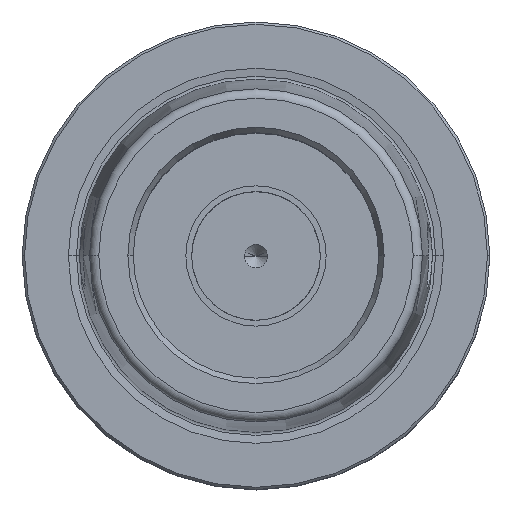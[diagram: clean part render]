
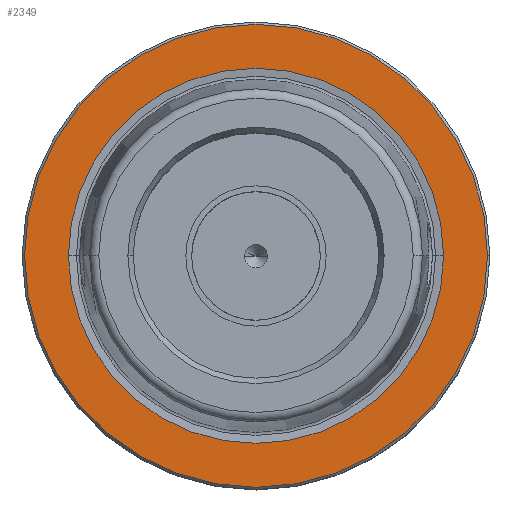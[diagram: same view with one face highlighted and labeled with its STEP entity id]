
A CAD part, top view. The second image highlights one B-rep face of the part: STEP entity #2349.
In plain terms, the highlighted planar face has unit normal (0, 0, 1).
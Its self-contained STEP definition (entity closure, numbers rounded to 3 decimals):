
#116=CARTESIAN_POINT('',(0.,0.,0.));
#117=DIRECTION('',(0.,0.,1.));
#118=DIRECTION('',(1.,0.,0.));
#119=AXIS2_PLACEMENT_3D('',#116,#117,#118);
#132=CARTESIAN_POINT('',(0.,0.,0.));
#133=DIRECTION('',(0.,0.,-1.));
#134=DIRECTION('',(1.,0.,0.));
#135=AXIS2_PLACEMENT_3D('',#132,#133,#134);
#154=CARTESIAN_POINT('',(0.,0.,0.));
#155=DIRECTION('',(0.,0.,1.));
#156=DIRECTION('',(1.,0.,0.));
#157=AXIS2_PLACEMENT_3D('',#154,#155,#156);
#1276=CARTESIAN_POINT('',(0.,0.,0.));
#1277=DIRECTION('',(0.,0.,-1.));
#1278=DIRECTION('',(1.,0.,0.));
#1279=AXIS2_PLACEMENT_3D('',#1276,#1277,#1278);
#2048=CARTESIAN_POINT('',(16.043,0.,0.));
#2050=VERTEX_POINT('',#2048);
#2064=CARTESIAN_POINT('',(-16.043,0.,0.));
#2066=VERTEX_POINT('',#2064);
#2176=CARTESIAN_POINT('',(19.8,0.,0.));
#2177=CARTESIAN_POINT('',(-19.8,0.,0.));
#2178=VERTEX_POINT('',#2176);
#2179=VERTEX_POINT('',#2177);
#2333=CARTESIAN_POINT('',(0.,0.,0.));
#2334=DIRECTION('',(0.,0.,-1.));
#2335=DIRECTION('',(-1.,0.,0.));
#2336=AXIS2_PLACEMENT_3D('',#2333,#2334,#2335);
#2337=PLANE('',#2336);
#2338=ORIENTED_EDGE('',*,*,#2323,.F.);
#2340=ORIENTED_EDGE('',*,*,#2339,.T.);
#2341=EDGE_LOOP('',(#2338,#2340));
#2342=FACE_OUTER_BOUND('',#2341,.F.);
#2344=ORIENTED_EDGE('',*,*,#2343,.F.);
#2346=ORIENTED_EDGE('',*,*,#2345,.T.);
#2347=EDGE_LOOP('',(#2344,#2346));
#2348=FACE_BOUND('',#2347,.F.);
#120=CIRCLE('',#119,19.8);
#136=CIRCLE('',#135,16.043);
#158=CIRCLE('',#157,16.043);
#1280=CIRCLE('',#1279,19.8);
#2323=EDGE_CURVE('',#2178,#2179,#120,.T.);
#2339=EDGE_CURVE('',#2178,#2179,#1280,.T.);
#2343=EDGE_CURVE('',#2050,#2066,#136,.T.);
#2345=EDGE_CURVE('',#2050,#2066,#158,.T.);
#2349=ADVANCED_FACE('',(#2342,#2348),#2337,.F.);
